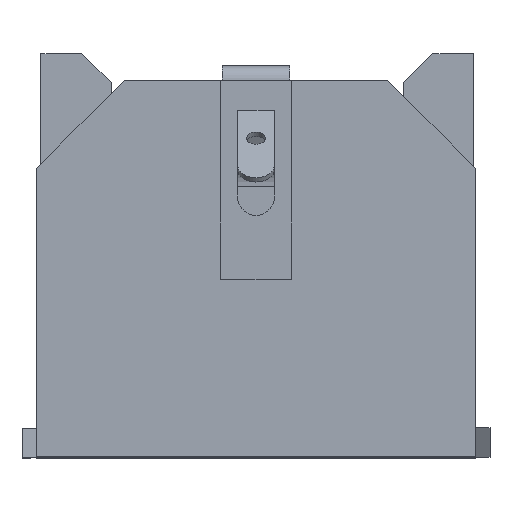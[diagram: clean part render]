
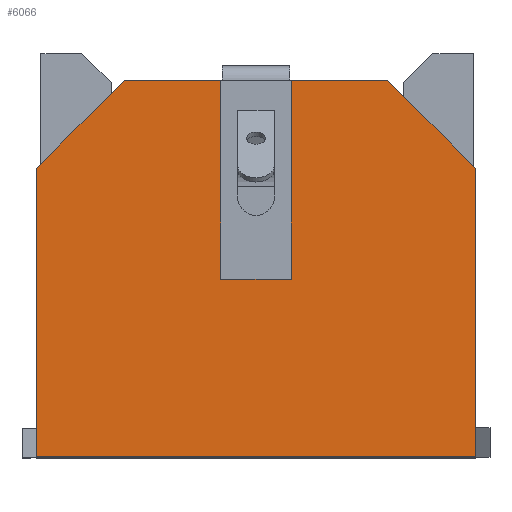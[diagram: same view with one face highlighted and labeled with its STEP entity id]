
A CAD part, top view. The second image highlights one B-rep face of the part: STEP entity #6066.
In plain terms, the highlighted planar face has unit normal (0, 0, 1).
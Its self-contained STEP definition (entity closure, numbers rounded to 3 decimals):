
#406=FACE_OUTER_BOUND($,#727,.T.);
#727=EDGE_LOOP($,(#4862,#4863,#4864,#4865,#4866,#4867,#4868,#4869,#4870,
#4871));
#1132=LINE($,#8751,#1862);
#1255=LINE($,#9061,#1985);
#1274=LINE($,#9100,#2004);
#1371=LINE($,#9292,#2101);
#1378=LINE($,#9306,#2108);
#1381=LINE($,#9312,#2111);
#1383=LINE($,#9316,#2113);
#1384=LINE($,#9317,#2114);
#1385=LINE($,#9319,#2115);
#1386=LINE($,#9320,#2116);
#1862=VECTOR($,#7184,25.06);
#1985=VECTOR($,#7465,25.06);
#2004=VECTOR($,#7496,38.1);
#2101=VECTOR($,#7673,8.38);
#2108=VECTOR($,#7686,17.26);
#2111=VECTOR($,#7693,6.1);
#2113=VECTOR($,#7697,17.26);
#2114=VECTOR($,#7698,10.776);
#2115=VECTOR($,#7699,10.776);
#2116=VECTOR($,#7700,8.38);
#2520=VERTEX_POINT($,#8748);
#2521=VERTEX_POINT($,#8750);
#2628=VERTEX_POINT($,#9058);
#2629=VERTEX_POINT($,#9060);
#2697=VERTEX_POINT($,#9289);
#2698=VERTEX_POINT($,#9291);
#2702=VERTEX_POINT($,#9305);
#2703=VERTEX_POINT($,#9311);
#2704=VERTEX_POINT($,#9315);
#2705=VERTEX_POINT($,#9318);
#3176=EDGE_CURVE($,#2520,#2521,#1132,.T.);
#3327=EDGE_CURVE($,#2628,#2629,#1255,.T.);
#3346=EDGE_CURVE($,#2629,#2520,#1274,.T.);
#3443=EDGE_CURVE($,#2697,#2698,#1371,.T.);
#3450=EDGE_CURVE($,#2702,#2698,#1378,.T.);
#3453=EDGE_CURVE($,#2703,#2702,#1381,.T.);
#3455=EDGE_CURVE($,#2704,#2703,#1383,.T.);
#3456=EDGE_CURVE($,#2521,#2697,#1384,.T.);
#3457=EDGE_CURVE($,#2705,#2628,#1385,.T.);
#3458=EDGE_CURVE($,#2704,#2705,#1386,.T.);
#4862=ORIENTED_EDGE($,*,*,#3455,.T.);
#4863=ORIENTED_EDGE($,*,*,#3453,.T.);
#4864=ORIENTED_EDGE($,*,*,#3450,.T.);
#4865=ORIENTED_EDGE($,*,*,#3443,.F.);
#4866=ORIENTED_EDGE($,*,*,#3456,.F.);
#4867=ORIENTED_EDGE($,*,*,#3176,.F.);
#4868=ORIENTED_EDGE($,*,*,#3346,.F.);
#4869=ORIENTED_EDGE($,*,*,#3327,.F.);
#4870=ORIENTED_EDGE($,*,*,#3457,.F.);
#4871=ORIENTED_EDGE($,*,*,#3458,.F.);
#5457=PLANE($,#6457);
#6066=ADVANCED_FACE($,(#406),#5457,.T.);
#6457=AXIS2_PLACEMENT_3D($,#9314,#7695,#7696);
#7184=DIRECTION($,(0.,1.,0.));
#7465=DIRECTION($,(0.,-1.,0.));
#7496=DIRECTION($,(-1.,0.,0.));
#7673=DIRECTION($,(1.,0.,0.));
#7686=DIRECTION($,(0.,1.,0.));
#7693=DIRECTION($,(-1.,0.,0.));
#7695=DIRECTION('center_axis',(0.,0.,
1.));
#7696=DIRECTION('ref_axis',(1.,0.,0.));
#7697=DIRECTION($,(0.,-1.,0.));
#7698=DIRECTION($,(0.707,0.707,0.));
#7699=DIRECTION($,(0.707,-0.707,0.));
#7700=DIRECTION($,(1.,0.,0.));
#8748=CARTESIAN_POINT('',(-19.05,0.,36.83));
#8750=CARTESIAN_POINT('',(-19.05,25.06,36.83));
#8751=CARTESIAN_POINT($,(-19.05,25.06,36.83));
#9058=CARTESIAN_POINT('',(19.05,25.06,36.83));
#9060=CARTESIAN_POINT('',(19.05,0.,36.83));
#9061=CARTESIAN_POINT($,(19.05,0.,36.83));
#9100=CARTESIAN_POINT($,(-19.05,0.,36.83));
#9289=CARTESIAN_POINT('',(-11.43,32.68,36.83));
#9291=CARTESIAN_POINT('',(-3.05,32.68,36.83));
#9292=CARTESIAN_POINT($,(11.43,32.68,36.83));
#9305=CARTESIAN_POINT('',(-3.05,15.42,36.83));
#9306=CARTESIAN_POINT($,(-3.05,23.869,36.83));
#9311=CARTESIAN_POINT('',(3.05,15.42,36.83));
#9312=CARTESIAN_POINT($,(0.,15.42,36.83));
#9314=CARTESIAN_POINT('Origin',(0.,15.059,
36.83));
#9315=CARTESIAN_POINT('',(3.05,32.68,36.83));
#9316=CARTESIAN_POINT($,(3.05,23.869,36.83));
#9317=CARTESIAN_POINT($,(-11.43,32.68,36.83));
#9318=CARTESIAN_POINT('',(11.43,32.68,36.83));
#9319=CARTESIAN_POINT($,(19.05,25.06,36.83));
#9320=CARTESIAN_POINT($,(11.43,32.68,36.83));
